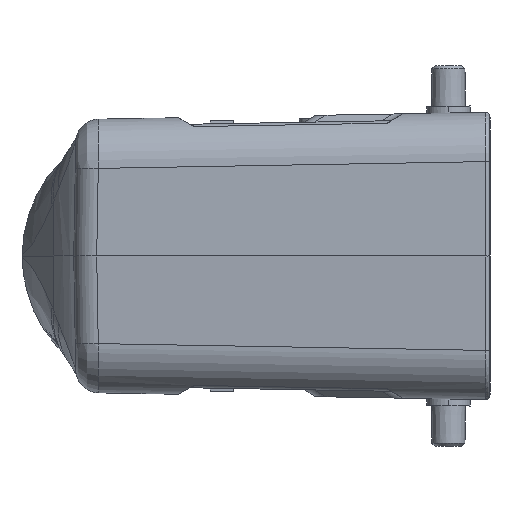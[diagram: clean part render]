
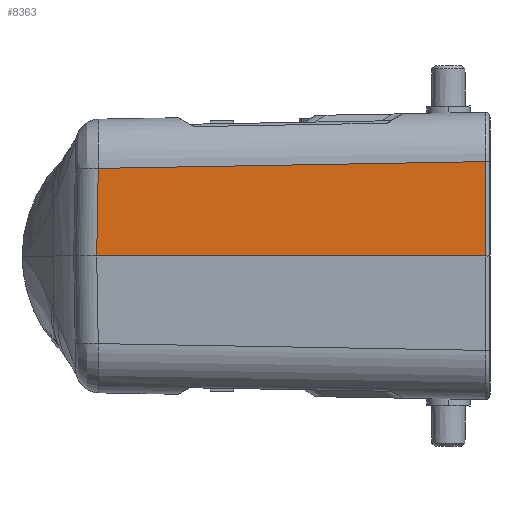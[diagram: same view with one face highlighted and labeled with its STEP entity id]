
A CAD part, left-side view. The second image highlights one B-rep face of the part: STEP entity #8363.
In plain terms, the highlighted planar face has unit normal (-1, 0.018, 0.017).
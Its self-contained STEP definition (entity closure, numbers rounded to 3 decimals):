
#858=CARTESIAN_POINT('',(-59.748,70.308,14.127));
#1184=DIRECTION('',(0.017,0.,1.));
#1185=VECTOR('',#1184,14.129);
#1186=CARTESIAN_POINT('',(-59.995,70.31,
0.));
#1187=LINE('',#1186,#1185);
#1201=DIRECTION('',(0.017,1.,0.));
#1202=VECTOR('',#1201,58.26);
#1203=CARTESIAN_POINT('',(-59.995,70.31,
0.));
#1204=LINE('',#1203,#1202);
#1205=DIRECTION('',(0.017,-0.017,1.));
#1206=VECTOR('',#1205,13.118);
#1207=CARTESIAN_POINT('',(-58.978,128.562,
0.));
#1208=LINE('',#1207,#1206);
#1209=DIRECTION('',(-0.017,-1.,0.017));
#1210=VECTOR('',#1209,58.042);
#1211=CARTESIAN_POINT('',(-58.753,128.333,13.114));
#1212=LINE('',#1211,#1210);
#6305=VERTEX_POINT('',#858);
#6307=CARTESIAN_POINT('',(-58.753,128.333,13.114));
#6308=VERTEX_POINT('',#6307);
#6360=CARTESIAN_POINT('',(-59.995,70.31,
0.));
#6361=VERTEX_POINT('',#6360);
#6362=CARTESIAN_POINT('',(-58.978,128.562,
0.));
#6363=VERTEX_POINT('',#6362);
#8350=CARTESIAN_POINT('',(-59.575,70.,24.335));
#8351=DIRECTION('',(-1.,0.017,0.017));
#8352=DIRECTION('',(0.017,1.,0.));
#8353=AXIS2_PLACEMENT_3D('',#8350,#8351,#8352);
#8354=PLANE('',#8353);
#8355=ORIENTED_EDGE('',*,*,#8341,.F.);
#8357=ORIENTED_EDGE('',*,*,#8356,.T.);
#8359=ORIENTED_EDGE('',*,*,#8358,.T.);
#8360=ORIENTED_EDGE('',*,*,#7889,.T.);
#8361=EDGE_LOOP('',(#8355,#8357,#8359,#8360));
#8362=FACE_OUTER_BOUND('',#8361,.F.);
#8363=ADVANCED_FACE('',(#8362),#8354,.T.);
#7889=EDGE_CURVE('',#6308,#6305,#1212,.T.);
#8341=EDGE_CURVE('',#6361,#6305,#1187,.T.);
#8356=EDGE_CURVE('',#6361,#6363,#1204,.T.);
#8358=EDGE_CURVE('',#6363,#6308,#1208,.T.);
